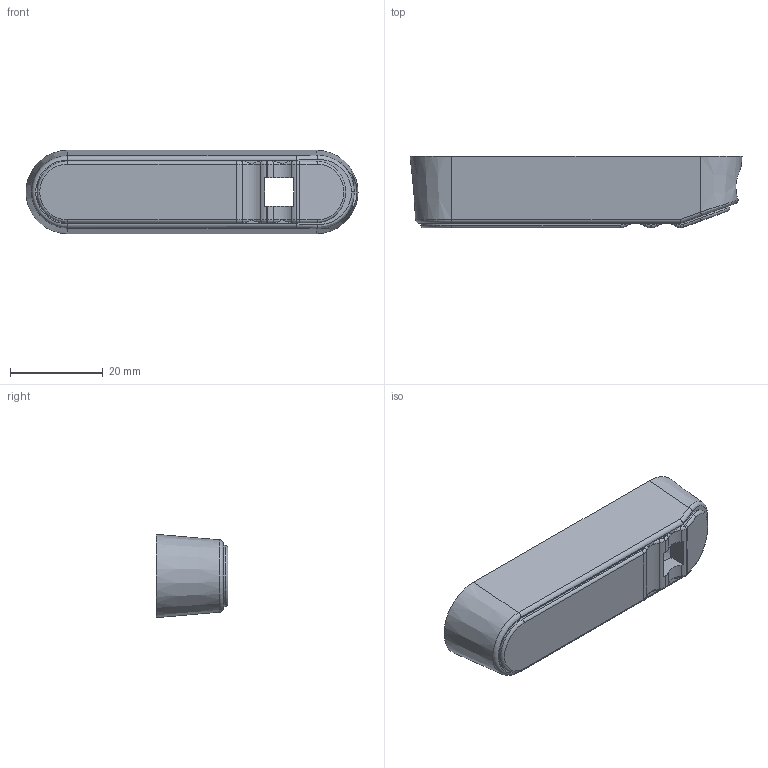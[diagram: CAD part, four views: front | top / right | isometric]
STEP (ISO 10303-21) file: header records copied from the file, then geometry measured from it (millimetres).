
FILE_DESCRIPTION((''),'2;1');
FILE_NAME('APUASSY-VAANNIN_SW0001','2023-04-13T14:55:24',('FIANLEH10'),(''),'CREO PARAMETRIC BY PTC INC, 2020184','CREO PARAMETRIC BY PTC INC, 2020184','');
FILE_SCHEMA(('AUTOMOTIVE_DESIGN { 1 0 10303 214 1 1 1 1 }'));
Length unit declared in the file: millimetre
Products named in the file (1): APUASSY-VAANNIN_SW0001
Bounding box: 71.7 x 15.5 x 18 mm (x, y, z)
Volume: 14934.1 mm3; surface area: 5149.9 mm2
Topology: 1 solids, 1 shells, 73 faces, 186 edges, 114 vertices
Faces by surface type: cylinder 27, plane 21, torus 21, bspline 2, cone 2
Entity records: 3890 total; most frequent: CARTESIAN_POINT 978, DIRECTION 414, ORIENTED_EDGE 372, COLOUR_RGB 205, EDGE_CURVE 186, AXIS2_PLACEMENT_3D 168, VERTEX_POINT 114, CIRCLE 87
